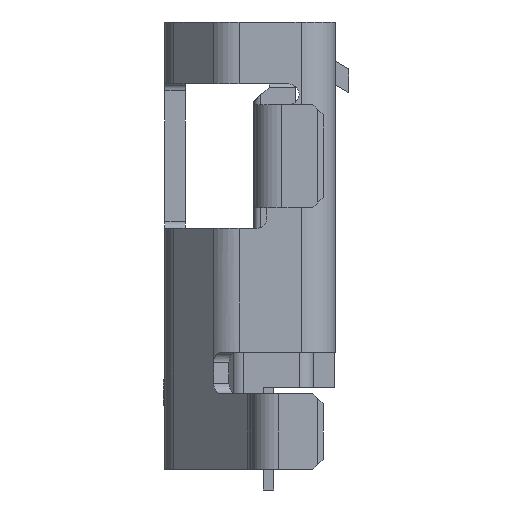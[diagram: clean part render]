
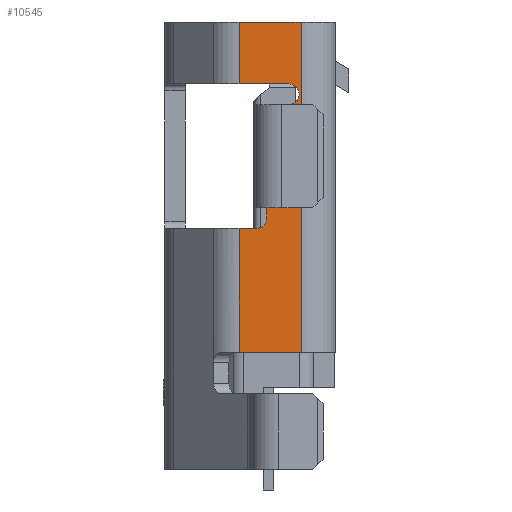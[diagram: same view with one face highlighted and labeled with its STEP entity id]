
A CAD part, left-side view. The second image highlights one B-rep face of the part: STEP entity #10545.
In plain terms, the highlighted planar face has unit normal (-1, 0, 0).
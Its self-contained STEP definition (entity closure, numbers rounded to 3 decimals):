
#148=DIRECTION('',(0.,-1.,0.));
#149=VECTOR('',#148,0.9);
#150=CARTESIAN_POINT('',(-3.76,0.16,0.));
#151=LINE('',#150,#149);
#2312=DIRECTION('',(0.,0.,-1.));
#2313=VECTOR('',#2312,4.8);
#2314=CARTESIAN_POINT('',(-3.76,-0.74,0.));
#2315=LINE('',#2314,#2313);
#2316=CARTESIAN_POINT('',(-3.76,-0.56,-1.05));
#2317=DIRECTION('',(-1.,0.,0.));
#2318=DIRECTION('',(0.,0.,-1.));
#2319=AXIS2_PLACEMENT_3D('',#2316,#2317,#2318);
#2321=DIRECTION('',(0.,-1.,0.));
#2322=VECTOR('',#2321,0.72);
#2323=CARTESIAN_POINT('',(-3.76,0.16,-0.9));
#2324=LINE('',#2323,#2322);
#2325=DIRECTION('',(0.,0.,-1.));
#2326=VECTOR('',#2325,0.9);
#2327=CARTESIAN_POINT('',(-3.76,0.16,0.));
#2328=LINE('',#2327,#2326);
#2329=DIRECTION('',(0.,-1.,0.));
#2330=VECTOR('',#2329,0.9);
#2331=CARTESIAN_POINT('',(-3.76,0.16,-4.8));
#2332=LINE('',#2331,#2330);
#2333=DIRECTION('',(0.,0.,-1.));
#2334=VECTOR('',#2333,1.8);
#2335=CARTESIAN_POINT('',(-3.76,0.16,-3.));
#2336=LINE('',#2335,#2334);
#2337=DIRECTION('',(0.,-1.,0.));
#2338=VECTOR('',#2337,0.25);
#2339=CARTESIAN_POINT('',(-3.76,0.16,-3.));
#2340=LINE('',#2339,#2338);
#2341=CARTESIAN_POINT('',(-3.76,-0.09,-2.85));
#2342=DIRECTION('',(-1.,0.,0.));
#2343=DIRECTION('',(0.,0.,-1.));
#2344=AXIS2_PLACEMENT_3D('',#2341,#2342,#2343);
#2346=DIRECTION('',(0.,0.,1.));
#2347=VECTOR('',#2346,0.2);
#2348=CARTESIAN_POINT('',(-3.76,-0.24,-2.85));
#2349=LINE('',#2348,#2347);
#2350=CARTESIAN_POINT('',(-3.76,-0.39,-2.65));
#2351=DIRECTION('',(1.,0.,0.));
#2352=DIRECTION('',(0.,1.,0.));
#2353=AXIS2_PLACEMENT_3D('',#2350,#2351,#2352);
#2355=DIRECTION('',(0.,-1.,0.));
#2356=VECTOR('',#2355,0.17);
#2357=CARTESIAN_POINT('',(-3.76,-0.39,-2.5));
#2358=LINE('',#2357,#2356);
#2359=DIRECTION('',(0.,1.,0.));
#2360=VECTOR('',#2359,0.1);
#2361=CARTESIAN_POINT('',(-3.76,-0.56,-2.221));
#2362=LINE('',#2361,#2360);
#2363=DIRECTION('',(0.,0.,1.));
#2364=VECTOR('',#2363,1.021);
#2365=CARTESIAN_POINT('',(-3.76,-0.46,-2.221));
#2366=LINE('',#2365,#2364);
#2389=DIRECTION('',(0.,-1.,0.));
#2390=VECTOR('',#2389,0.1);
#2391=CARTESIAN_POINT('',(-3.76,-0.46,-1.2));
#2392=LINE('',#2391,#2390);
#2626=CARTESIAN_POINT('',(-3.76,-0.709,-2.368));
#2628=CARTESIAN_POINT('',(-3.76,-0.56,-2.35));
#2629=DIRECTION('',(1.,0.,0.));
#2630=DIRECTION('',(0.,-0.993,-0.12));
#2631=AXIS2_PLACEMENT_3D('',#2628,#2629,#2630);
#4322=CARTESIAN_POINT('',(-3.76,-0.56,-2.221));
#4323=CARTESIAN_POINT('',(-3.76,-0.564,-2.221));
#4324=CARTESIAN_POINT('',(-3.76,-0.573,-2.222));
#4325=CARTESIAN_POINT('',(-3.76,-0.585,-2.223));
#4326=CARTESIAN_POINT('',(-3.76,-0.597,-2.226));
#4327=CARTESIAN_POINT('',(-3.76,-0.609,-2.23));
#4328=CARTESIAN_POINT('',(-3.76,-0.621,-2.235));
#4329=CARTESIAN_POINT('',(-3.76,-0.632,-2.241));
#4330=CARTESIAN_POINT('',(-3.76,-0.643,-2.248));
#4331=CARTESIAN_POINT('',(-3.76,-0.653,-2.256));
#4332=CARTESIAN_POINT('',(-3.76,-0.663,-2.265));
#4333=CARTESIAN_POINT('',(-3.76,-0.672,-2.275));
#4334=CARTESIAN_POINT('',(-3.76,-0.68,-2.286));
#4335=CARTESIAN_POINT('',(-3.76,-0.687,-2.298));
#4336=CARTESIAN_POINT('',(-3.76,-0.694,-2.31));
#4337=CARTESIAN_POINT('',(-3.76,-0.699,-2.324));
#4338=CARTESIAN_POINT('',(-3.76,-0.704,-2.338));
#4339=CARTESIAN_POINT('',(-3.76,-0.707,-2.353));
#4340=CARTESIAN_POINT('',(-3.76,-0.708,-2.363));
#4341=CARTESIAN_POINT('',(-3.76,-0.709,-2.368));
#6216=CARTESIAN_POINT('',(-3.76,0.16,0.));
#6217=CARTESIAN_POINT('',(-3.76,-0.74,0.));
#6218=VERTEX_POINT('',#6216);
#6219=VERTEX_POINT('',#6217);
#6476=CARTESIAN_POINT('',(-3.76,0.16,-0.9));
#6477=VERTEX_POINT('',#6476);
#6478=CARTESIAN_POINT('',(-3.76,0.16,-3.));
#6479=VERTEX_POINT('',#6478);
#6486=CARTESIAN_POINT('',(-3.76,-0.24,-2.85));
#6487=CARTESIAN_POINT('',(-3.76,-0.24,-2.65));
#6488=VERTEX_POINT('',#6486);
#6489=VERTEX_POINT('',#6487);
#6490=CARTESIAN_POINT('',(-3.76,-0.39,-2.5));
#6491=VERTEX_POINT('',#6490);
#6492=CARTESIAN_POINT('',(-3.76,-0.09,-3.));
#6494=VERTEX_POINT('',#6492);
#6516=CARTESIAN_POINT('',(-3.76,0.16,-4.8));
#6517=CARTESIAN_POINT('',(-3.76,-0.74,-4.8));
#6518=VERTEX_POINT('',#6516);
#6519=VERTEX_POINT('',#6517);
#6804=CARTESIAN_POINT('',(-3.76,-0.46,-2.221));
#6805=CARTESIAN_POINT('',(-3.76,-0.46,-1.2));
#6806=VERTEX_POINT('',#6804);
#6807=VERTEX_POINT('',#6805);
#6812=CARTESIAN_POINT('',(-3.76,-0.56,-1.2));
#6813=VERTEX_POINT('',#6812);
#6816=CARTESIAN_POINT('',(-3.76,-0.56,-2.221));
#6817=VERTEX_POINT('',#6816);
#6862=VERTEX_POINT('',#2626);
#6907=CARTESIAN_POINT('',(-3.76,-0.56,-2.5));
#6909=VERTEX_POINT('',#6907);
#6918=CARTESIAN_POINT('',(-3.76,-0.56,-0.9));
#6920=VERTEX_POINT('',#6918);
#10507=CARTESIAN_POINT('',(-3.76,0.16,0.));
#10508=DIRECTION('',(-1.,0.,0.));
#10509=DIRECTION('',(0.,-1.,0.));
#10510=AXIS2_PLACEMENT_3D('',#10507,#10508,#10509);
#10511=PLANE('',#10510);
#10513=ORIENTED_EDGE('',*,*,#10512,.T.);
#10515=ORIENTED_EDGE('',*,*,#10514,.F.);
#10517=ORIENTED_EDGE('',*,*,#10516,.F.);
#10518=ORIENTED_EDGE('',*,*,#7958,.T.);
#10519=ORIENTED_EDGE('',*,*,#10500,.T.);
#10520=ORIENTED_EDGE('',*,*,#8120,.F.);
#10522=ORIENTED_EDGE('',*,*,#10521,.F.);
#10524=ORIENTED_EDGE('',*,*,#10523,.T.);
#10526=ORIENTED_EDGE('',*,*,#10525,.T.);
#10528=ORIENTED_EDGE('',*,*,#10527,.T.);
#10530=ORIENTED_EDGE('',*,*,#10529,.T.);
#10532=ORIENTED_EDGE('',*,*,#10531,.T.);
#10534=ORIENTED_EDGE('',*,*,#10533,.F.);
#10536=ORIENTED_EDGE('',*,*,#10535,.F.);
#10538=ORIENTED_EDGE('',*,*,#10537,.T.);
#10540=ORIENTED_EDGE('',*,*,#10539,.T.);
#10542=ORIENTED_EDGE('',*,*,#10541,.T.);
#10543=EDGE_LOOP('',(#10513,#10515,#10517,#10518,#10519,#10520,#10522,#10524,
#10526,#10528,#10530,#10532,#10534,#10536,#10538,#10540,#10542));
#10544=FACE_OUTER_BOUND('',#10543,.F.);
#2320=CIRCLE('',#2319,0.15);
#2345=CIRCLE('',#2344,0.15);
#2354=CIRCLE('',#2353,0.15);
#2632=CIRCLE('',#2631,0.15);
#4342=B_SPLINE_CURVE_WITH_KNOTS('',3,(#4322,#4323,#4324,#4325,#4326,#4327,#4328,
#4329,#4330,#4331,#4332,#4333,#4334,#4335,#4336,#4337,#4338,#4339,#4340,#4341),
.UNSPECIFIED.,.F.,.F.,(4,1,1,1,1,1,1,1,1,1,1,1,1,1,1,1,1,4),(0.,
0.059,0.118,0.176,0.235,
0.294,0.353,0.412,0.471,
0.529,0.588,0.647,0.706,
0.765,0.824,0.882,0.941,1.),
.UNSPECIFIED.);
#7958=EDGE_CURVE('',#6218,#6219,#151,.T.);
#8120=EDGE_CURVE('',#6518,#6519,#2332,.T.);
#10500=EDGE_CURVE('',#6219,#6519,#2315,.T.);
#10512=EDGE_CURVE('',#6813,#6920,#2320,.T.);
#10514=EDGE_CURVE('',#6477,#6920,#2324,.T.);
#10516=EDGE_CURVE('',#6218,#6477,#2328,.T.);
#10521=EDGE_CURVE('',#6479,#6518,#2336,.T.);
#10523=EDGE_CURVE('',#6479,#6494,#2340,.T.);
#10525=EDGE_CURVE('',#6494,#6488,#2345,.T.);
#10527=EDGE_CURVE('',#6488,#6489,#2349,.T.);
#10529=EDGE_CURVE('',#6489,#6491,#2354,.T.);
#10531=EDGE_CURVE('',#6491,#6909,#2358,.T.);
#10533=EDGE_CURVE('',#6862,#6909,#2632,.T.);
#10535=EDGE_CURVE('',#6817,#6862,#4342,.T.);
#10537=EDGE_CURVE('',#6817,#6806,#2362,.T.);
#10539=EDGE_CURVE('',#6806,#6807,#2366,.T.);
#10541=EDGE_CURVE('',#6807,#6813,#2392,.T.);
#10545=ADVANCED_FACE('',(#10544),#10511,.T.);
